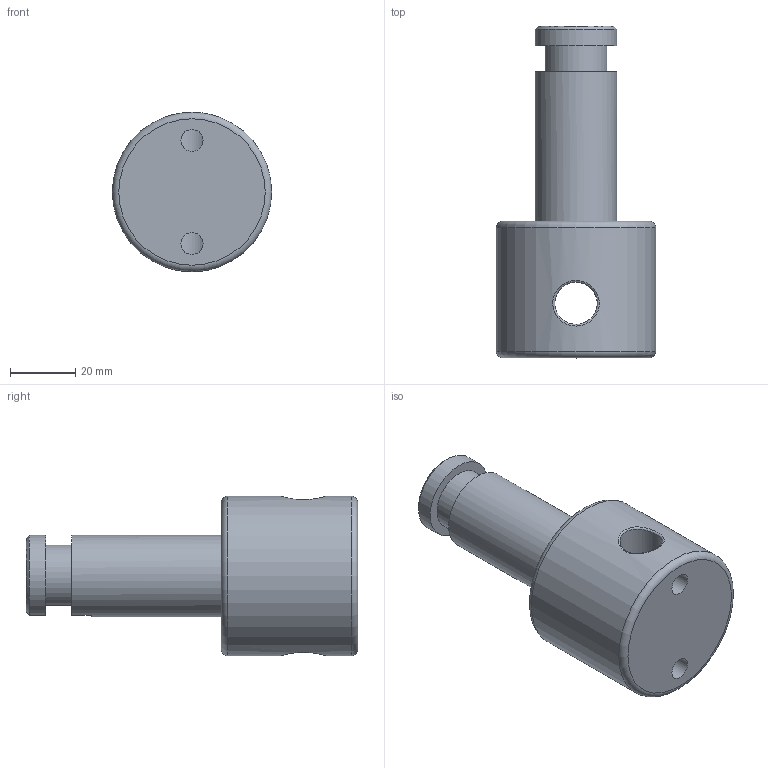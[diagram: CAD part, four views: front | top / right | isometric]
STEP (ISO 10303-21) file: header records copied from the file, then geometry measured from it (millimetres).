
FILE_DESCRIPTION(/* description */ (''),/* implementation_level */ '2;1');
FILE_NAME(/* name */ '674458.stp',/* time_stamp */ '2024-08-23T14:24:20-03:00',/* author */ (''),/* organization */ (''),/* preprocessor_version */ 'ST-DEVELOPER v16.7',/* originating_system */ 'SIEMENS PLM Software NX 12.0',/* authorisation */ '');
FILE_SCHEMA (('AUTOMOTIVE_DESIGN { 1 0 10303 214 3 1 1 1 }'));
Length unit declared in the file: millimetre
Products named in the file (1): 674458_step
Bounding box: 49 x 102 x 49 mm (x, y, z)
Volume: 99221.7 mm3; surface area: 16921.7 mm2
Topology: 1 solids, 1 shells, 21 faces, 55 edges, 36 vertices
Faces by surface type: plane 9, cylinder 7, torus 2, bspline 2, cone 1
Full cylindrical faces by diameter (mm): 6.8 x2, 13 x1, 25 x1, 49 x1
Entity records: 1539 total; most frequent: CARTESIAN_POINT 1068, DIRECTION 86, ORIENTED_EDGE 80, EDGE_CURVE 40, EDGE_LOOP 37, AXIS2_PLACEMENT_3D 34, VERTEX_POINT 31, FACE_BOUND 27
